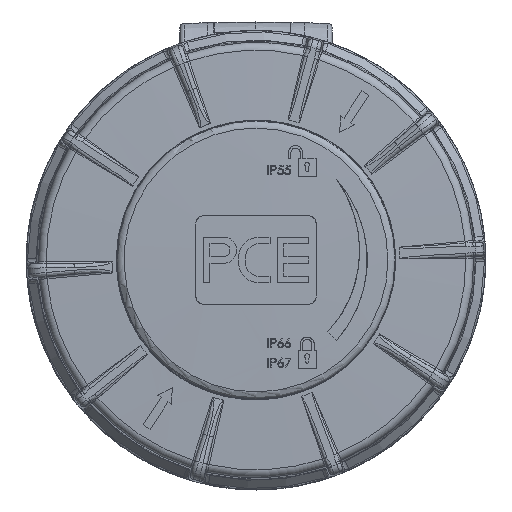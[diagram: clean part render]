
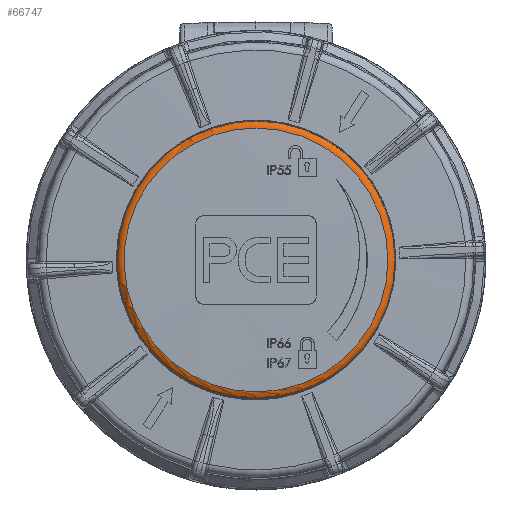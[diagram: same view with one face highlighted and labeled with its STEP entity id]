
A CAD part, top view. The second image highlights one B-rep face of the part: STEP entity #66747.
In plain terms, the highlighted toroidal (fillet/blend) face has major radius 32.05 mm and minor radius 2 mm.
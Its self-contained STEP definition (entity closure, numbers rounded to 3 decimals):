
#14573 = VERTEX_POINT ( 'NONE', #93250 ) ;
#23951 = AXIS2_PLACEMENT_3D ( 'NONE', #54325, #110237, #144066 ) ;
#27999 = ORIENTED_EDGE ( 'NONE', *, *, #124780, .F. ) ;
#36598 = TOROIDAL_SURFACE ( 'NONE', #116412, 32.05, 2. ) ;
#40497 = AXIS2_PLACEMENT_3D ( 'NONE', #81144, #47317, #48037 ) ;
#47317 = DIRECTION ( 'NONE',  ( 0., 0., 1. ) ) ;
#47961 = FACE_OUTER_BOUND ( 'NONE', #96790, .T. ) ;
#48037 = DIRECTION ( 'NONE',  ( 0., 1., 0. ) ) ;
#54325 = CARTESIAN_POINT ( 'NONE',  ( 0., 0., 12.886 ) ) ;
#57923 = VERTEX_POINT ( 'NONE', #138100 ) ;
#58257 = FACE_OUTER_BOUND ( 'NONE', #106513, .T. ) ;
#66747 = ADVANCED_FACE ( 'NONE', ( #58257, #47961 ), #36598, .T. ) ;
#81144 = CARTESIAN_POINT ( 'NONE',  ( 0., 0., 14.599 ) ) ;
#92122 = DIRECTION ( 'NONE',  ( 0., 0., 1. ) ) ;
#93250 = CARTESIAN_POINT ( 'NONE',  ( 0., -34.029, 12.886 ) ) ;
#96790 = EDGE_LOOP ( 'NONE', ( #27999 ) ) ;
#106513 = EDGE_LOOP ( 'NONE', ( #120914 ) ) ;
#110237 = DIRECTION ( 'NONE',  ( 0., 0., 1. ) ) ;
#110930 = CIRCLE ( 'NONE', #40497, 32.112 ) ;
#114909 = CARTESIAN_POINT ( 'NONE',  ( 0., 0., 12.6 ) ) ;
#116412 = AXIS2_PLACEMENT_3D ( 'NONE', #114909, #92122, #136991 ) ;
#120914 = ORIENTED_EDGE ( 'NONE', *, *, #122811, .T. ) ;
#122811 = EDGE_CURVE ( 'NONE', #14573, #14573, #138997, .T. ) ;
#124780 = EDGE_CURVE ( 'NONE', #57923, #57923, #110930, .T. ) ;
#136991 = DIRECTION ( 'NONE',  ( 0., 1., 0. ) ) ;
#138100 = CARTESIAN_POINT ( 'NONE',  ( 0., 32.112, 14.599 ) ) ;
#138997 = CIRCLE ( 'NONE', #23951, 34.029 ) ;
#144066 = DIRECTION ( 'NONE',  ( 0., -1., 0. ) ) ;
